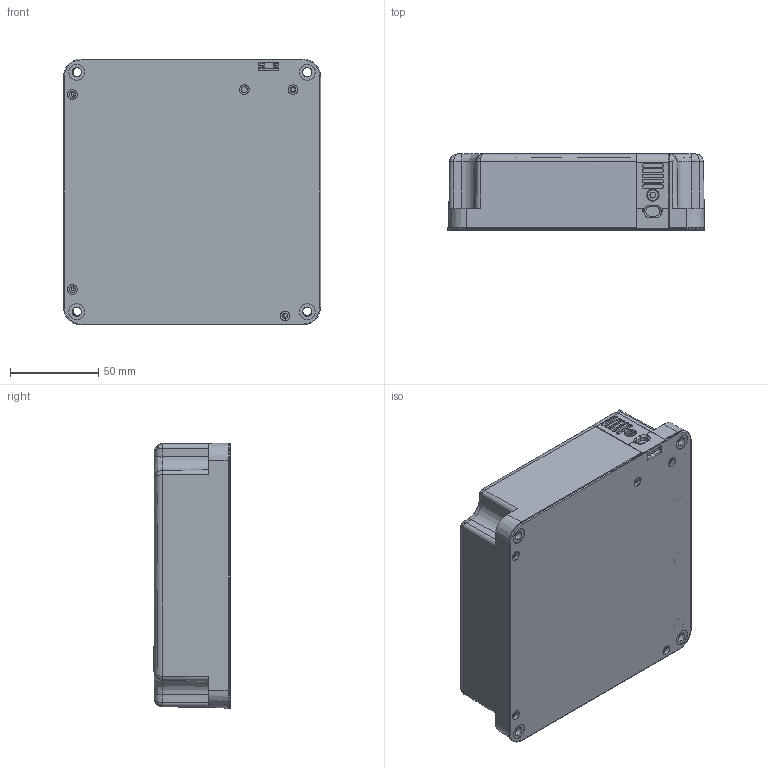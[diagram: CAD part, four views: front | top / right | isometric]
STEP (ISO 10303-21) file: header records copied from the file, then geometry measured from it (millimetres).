
FILE_DESCRIPTION (( 'STEP AP214' ), '1' );
FILE_NAME ('HEH050ba.STEP', '2015-10-01T01:20:15', ( '' ), ( '' ), 'SwSTEP 2.0', 'SolidWorks 2013', '' );
FILE_SCHEMA (( 'AUTOMOTIVE_DESIGN' ));
Length unit declared in the file: millimetre
Products named in the file (1): HEH050ba
Bounding box: 145.65 x 43.31 x 150.67 mm (x, y, z)
Volume: 758042.2 mm3; surface area: 189861.8 mm2
Topology: 1 solids, 9 shells, 2045 faces, 6415 edges, 4194 vertices
Faces by surface type: plane 1009, cylinder 585, cone 216, bspline 209, torus 26
Entity records: 110974 total; most frequent: CARTESIAN_POINT 34744, ORIENTED_EDGE 12828, DIRECTION 9546, EDGE_CURVE 6414, VERTEX_POINT 4194, LINE 3690, VECTOR 3690, AXIS2_PLACEMENT_3D 2928
